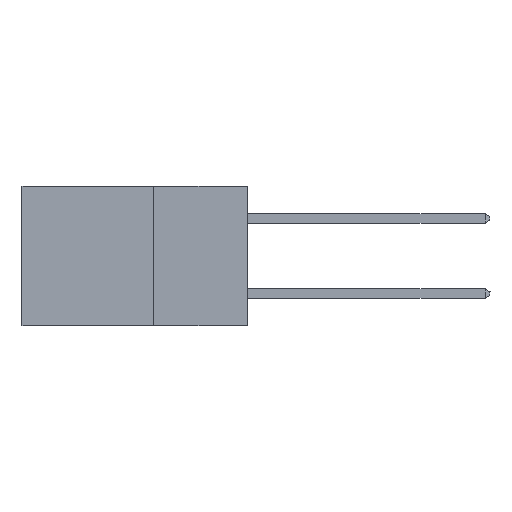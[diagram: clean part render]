
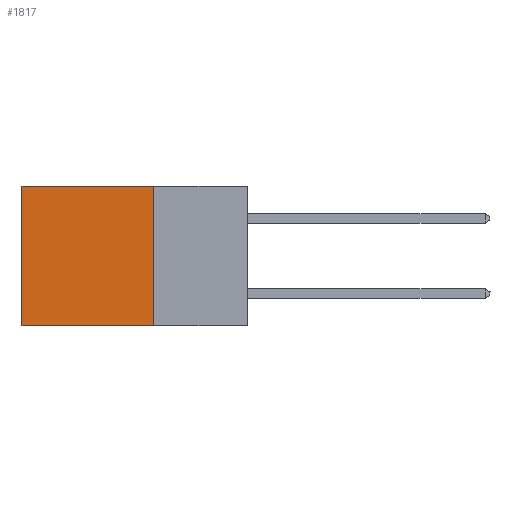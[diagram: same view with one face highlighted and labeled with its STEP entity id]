
A CAD part, left-side view. The second image highlights one B-rep face of the part: STEP entity #1817.
In plain terms, the highlighted planar face has unit normal (-1, 0, 0).
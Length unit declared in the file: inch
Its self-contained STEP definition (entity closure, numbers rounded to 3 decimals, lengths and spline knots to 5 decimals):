
#130 = VERTEX_POINT ( 'NONE', #20965 ) ;
#1059 = EDGE_CURVE ( 'NONE', #13136, #130, #1907, .T. ) ;
#1528 = AXIS2_PLACEMENT_3D ( 'NONE', #23422, #23352, #1543 ) ;
#1543 = DIRECTION ( 'NONE',  ( 0., 0., -1. ) ) ;
#1817 = ADVANCED_FACE ( 'NONE', ( #9018 ), #19108, .F. ) ;
#1860 = CARTESIAN_POINT ( 'NONE',  ( 0.2615, 0.25, 0. ) ) ;
#1907 = LINE ( 'NONE', #22423, #5586 ) ;
#2195 = VECTOR ( 'NONE', #20390, 39.37008 ) ;
#2759 = LINE ( 'NONE', #4055, #2195 ) ;
#3091 = DIRECTION ( 'NONE',  ( 0., 1., 0. ) ) ;
#4049 = CARTESIAN_POINT ( 'NONE',  ( 0.2615, 0.25, -0.37 ) ) ;
#4055 = CARTESIAN_POINT ( 'NONE',  ( 0.2615, 0.6, -0.37 ) ) ;
#5586 = VECTOR ( 'NONE', #3091, 39.37008 ) ;
#6683 = VERTEX_POINT ( 'NONE', #20656 ) ;
#8382 = CARTESIAN_POINT ( 'NONE',  ( 0.2615, 0.25, -0.37 ) ) ;
#8448 = EDGE_CURVE ( 'NONE', #22311, #6683, #16552, .T. ) ;
#9018 = FACE_OUTER_BOUND ( 'NONE', #20060, .T. ) ;
#11645 = ORIENTED_EDGE ( 'NONE', *, *, #11886, .F. ) ;
#11886 = EDGE_CURVE ( 'NONE', #13136, #22311, #20031, .T. ) ;
#12231 = ORIENTED_EDGE ( 'NONE', *, *, #8448, .F. ) ;
#12343 = VECTOR ( 'NONE', #20997, 39.37008 ) ;
#13136 = VERTEX_POINT ( 'NONE', #1860 ) ;
#14274 = ORIENTED_EDGE ( 'NONE', *, *, #18912, .T. ) ;
#15194 = CARTESIAN_POINT ( 'NONE',  ( 0.2615, 0.25, -0.37 ) ) ;
#16552 = LINE ( 'NONE', #8382, #12343 ) ;
#16636 = ORIENTED_EDGE ( 'NONE', *, *, #1059, .T. ) ;
#18912 = EDGE_CURVE ( 'NONE', #130, #6683, #2759, .T. ) ;
#19108 = PLANE ( 'NONE',  #1528 ) ;
#19479 = VECTOR ( 'NONE', #20381, 39.37008 ) ;
#20031 = LINE ( 'NONE', #4049, #19479 ) ;
#20060 = EDGE_LOOP ( 'NONE', ( #14274, #12231, #11645, #16636 ) ) ;
#20381 = DIRECTION ( 'NONE',  ( 0., 0., -1. ) ) ;
#20390 = DIRECTION ( 'NONE',  ( 0., 0., -1. ) ) ;
#20656 = CARTESIAN_POINT ( 'NONE',  ( 0.2615, 0.6, -0.37 ) ) ;
#20965 = CARTESIAN_POINT ( 'NONE',  ( 0.2615, 0.6, 0. ) ) ;
#20997 = DIRECTION ( 'NONE',  ( 0., 1., 0. ) ) ;
#22311 = VERTEX_POINT ( 'NONE', #15194 ) ;
#22423 = CARTESIAN_POINT ( 'NONE',  ( 0.2615, 0.25, 0. ) ) ;
#23352 = DIRECTION ( 'NONE',  ( 1., 0., 0. ) ) ;
#23422 = CARTESIAN_POINT ( 'NONE',  ( 0.2615, 0.25, -0.37 ) ) ;
